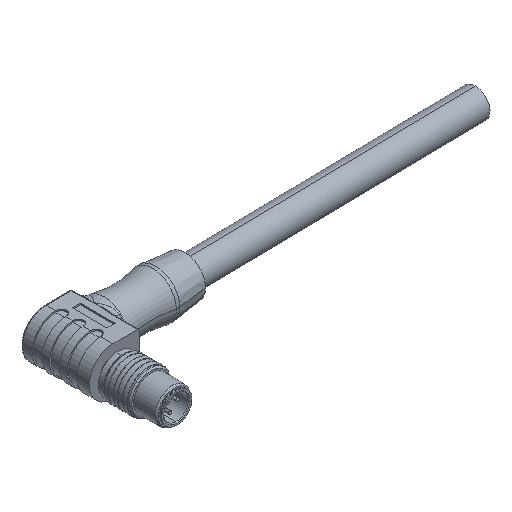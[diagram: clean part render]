
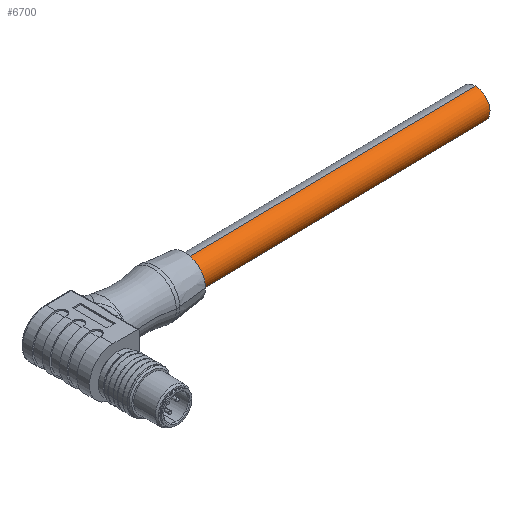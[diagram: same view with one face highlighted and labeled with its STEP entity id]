
A CAD part, isometric view. The second image highlights one B-rep face of the part: STEP entity #6700.
In plain terms, the highlighted cylindrical face has radius 5 mm (diameter 10 mm), a partial arc.
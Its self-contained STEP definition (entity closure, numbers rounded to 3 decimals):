
#1176=CARTESIAN_POINT('',(37.857,36.844,0.701));
#1177=DIRECTION('',(1.,0.,0.017));
#1178=DIRECTION('',(-0.017,0.,1.));
#1179=AXIS2_PLACEMENT_3D('',#1176,#1177,#1178);
#1199=DIRECTION('',(1.,0.,0.017));
#1200=VECTOR('',#1199,100.);
#1201=CARTESIAN_POINT('',(37.94,36.844,-4.298));
#1202=LINE('',#1201,#1200);
#1203=DIRECTION('',(-1.,0.,-0.017));
#1204=VECTOR('',#1203,100.);
#1205=CARTESIAN_POINT('',(137.76,36.844,7.367));
#1206=LINE('',#1205,#1204);
#1207=CARTESIAN_POINT('',(137.843,36.844,2.368));
#1208=DIRECTION('',(1.,0.,0.017));
#1209=DIRECTION('',(-0.017,0.,1.));
#1210=AXIS2_PLACEMENT_3D('',#1207,#1208,#1209);
#3866=CARTESIAN_POINT('',(37.774,36.844,5.701));
#3867=CARTESIAN_POINT('',(37.94,36.844,-4.298));
#3868=VERTEX_POINT('',#3866);
#3869=VERTEX_POINT('',#3867);
#4069=CARTESIAN_POINT('',(137.76,36.844,7.367));
#4070=VERTEX_POINT('',#4069);
#4071=CARTESIAN_POINT('',(137.926,36.844,-2.631));
#4072=VERTEX_POINT('',#4071);
#6686=CARTESIAN_POINT('',(35.857,36.844,0.668));
#6687=DIRECTION('',(1.,0.,0.017));
#6688=DIRECTION('',(-0.017,0.,1.));
#6689=AXIS2_PLACEMENT_3D('',#6686,#6687,#6688);
#6690=CYLINDRICAL_SURFACE('',#6689,5.);
#6691=ORIENTED_EDGE('',*,*,#6667,.F.);
#6693=ORIENTED_EDGE('',*,*,#6692,.F.);
#6695=ORIENTED_EDGE('',*,*,#6694,.T.);
#6697=ORIENTED_EDGE('',*,*,#6696,.F.);
#6698=EDGE_LOOP('',(#6691,#6693,#6695,#6697));
#6699=FACE_OUTER_BOUND('',#6698,.F.);
#1180=CIRCLE('',#1179,5.);
#1211=CIRCLE('',#1210,5.);
#6667=EDGE_CURVE('',#3868,#3869,#1180,.T.);
#6692=EDGE_CURVE('',#4070,#3868,#1206,.T.);
#6694=EDGE_CURVE('',#4070,#4072,#1211,.T.);
#6696=EDGE_CURVE('',#3869,#4072,#1202,.T.);
#6700=ADVANCED_FACE('',(#6699),#6690,.T.);
